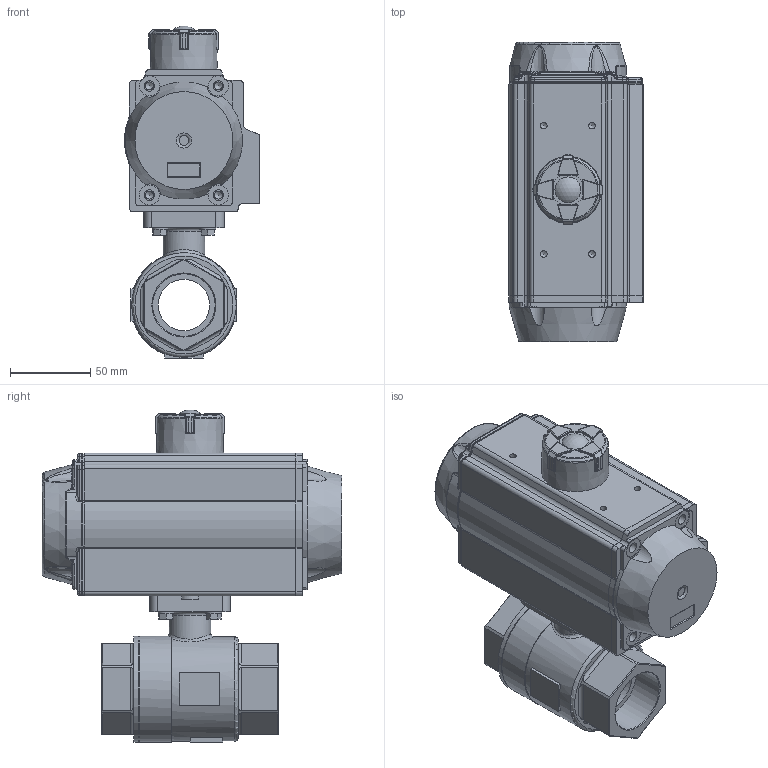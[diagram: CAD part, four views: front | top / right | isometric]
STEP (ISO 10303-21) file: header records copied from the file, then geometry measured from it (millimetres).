
FILE_DESCRIPTION(/* description */ ('Unknown'),/* implementation_level */ '2;1');
FILE_NAME(/* name */ 'PD03 9768-07',/* time_stamp */ '2025-03-27T13:20:02+01:00',/* author */ ('Unknown'),/* organization */ ('Unknown'),/* preprocessor_version */ 'ST-DEVELOPER v19.4',/* originating_system */ 'Solid Edge',/* authorisation */ 'Unknown');
FILE_SCHEMA (('AUTOMOTIVE_DESIGN {1 0 10303 214 3 1 1}'));
Products named in the file (14): PD03 9768-07; 8.550.032; DIN125-5_3.1.3; DIN558 M5x16; PD03_PE02; vt65-2016-06-25; Optische Anzeige; ______; ________(___________; cup head nib bolts with large head gb_GB_FASTENER_BOLT_CHNBW M6X25-N; ____65______ ______; VT65_____________MIR; zhou65; VTE65____
Assembly tree (23 placements, depth 4):
  PD03 9768-07
    8.550.032
    DIN125-5_3.1.3  x4
    DIN558 M5x16  x4
    PD03_PE02
      vt65-2016-06-25
      Optische Anzeige
        ______
        ________(___________  x4
        cup head nib bolts with large head gb_GB_FASTENER_BOLT_CHNBW M6X25-N
      ____65______ ______  x2
      VT65_____________MIR
      zhou65
      VTE65____
Bounding box: 83.89 x 186.5 x 206.81 mm (x, y, z)
Volume: 931536.3 mm3; surface area: 256195.6 mm2
Topology: 21 solids, 21 shells, 2218 faces, 5535 edges, 3435 vertices
Faces by surface type: cylinder 703, plane 700, bspline 397, torus 259, cone 126, sphere 33
Full cylindrical faces by diameter (mm): 3 x16, 3.3 x8, 4.134 x8, 4.66 x1, 4.917 x15, 5 x5, 5.3 x4, 6 x1, 6.2 x1, 6.5 x4, 6.647 x4, 10 x12, 11 x1, 11.4 x1, 11.445 x2, 12 x1, 12.5 x2, 12.9 x1, 13 x2, 14 x6, 15 x1, 16.2 x18, 17 x2, 20 x2, 22.5 x1, 23 x1, 24.2 x1, 24.4 x1, 26 x1, 28 x4
Entity records: 60618 total; most frequent: CARTESIAN_POINT 23763, ORIENTED_EDGE 7594, DIRECTION 6721, EDGE_CURVE 3797, AXIS2_PLACEMENT_3D 2635, VERTEX_POINT 2538, FACE_BOUND 2041, EDGE_LOOP 2021
